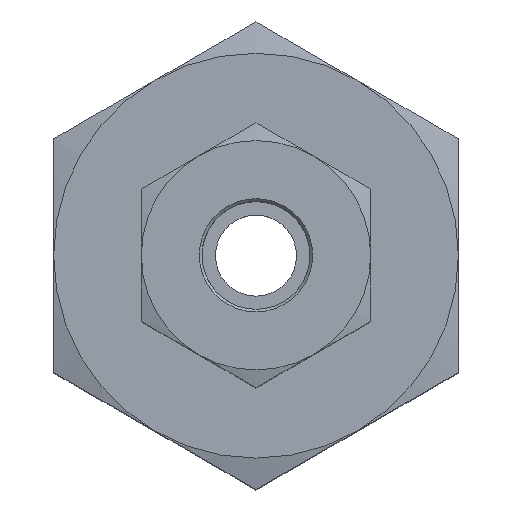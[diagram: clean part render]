
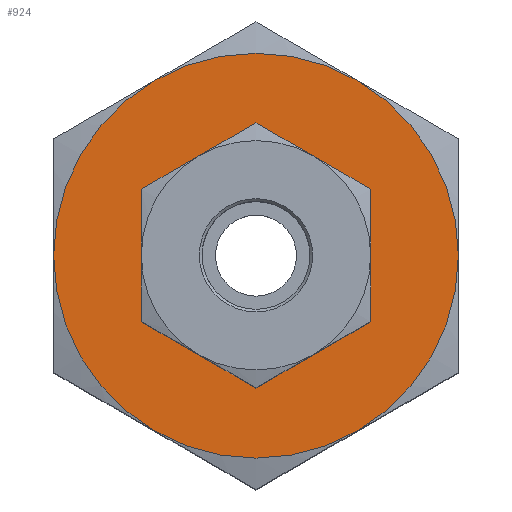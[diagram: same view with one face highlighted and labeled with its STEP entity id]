
A CAD part, top view. The second image highlights one B-rep face of the part: STEP entity #924.
In plain terms, the highlighted planar face has unit normal (0, 0, 1).
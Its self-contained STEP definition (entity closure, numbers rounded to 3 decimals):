
#495=CARTESIAN_POINT('',(15.,0.,25.0));
#496=VERTEX_POINT('',#495);
#549=CARTESIAN_POINT('',(7.5,12.99,25.0));
#550=VERTEX_POINT('',#549);
#596=CARTESIAN_POINT('',(-7.5,12.99,25.0));
#597=VERTEX_POINT('',#596);
#643=CARTESIAN_POINT('',(-15.,0.,25.0));
#644=VERTEX_POINT('',#643);
#853=CARTESIAN_POINT('',(6.85,0.,25.0));
#854=VERTEX_POINT('',#853);
#855=CARTESIAN_POINT('',(0.,0.,25.0));
#856=DIRECTION('',(0.0,0.0,1.0));
#857=DIRECTION('',(-1.0,0.0,0.0));
#858=AXIS2_PLACEMENT_3D('',#855,#856,#857);
#859=CIRCLE('',#858,6.85);
#860=EDGE_CURVE('',#854,#854,#859,.T.);
#868=CARTESIAN_POINT('',(0.,0.,25.0));
#869=DIRECTION('',(0.0,0.0,1.0));
#870=DIRECTION('',(1.0,0.0,0.0));
#871=AXIS2_PLACEMENT_3D('',#868,#869,#870);
#872=PLANE('',#871);
#873=CARTESIAN_POINT('',(0.,0.,25.0));
#874=DIRECTION('',(0.0,0.0,1.0));
#875=DIRECTION('',(-1.0,0.0,0.0));
#876=AXIS2_PLACEMENT_3D('',#873,#874,#875);
#877=CIRCLE('',#876,15.);
#878=EDGE_CURVE('',#496,#550,#877,.T.);
#879=ORIENTED_EDGE('',*,*,#878,.T.);
#880=CARTESIAN_POINT('',(0.,0.,25.0));
#881=DIRECTION('',(0.0,0.0,1.0));
#882=DIRECTION('',(-1.0,0.0,0.0));
#883=AXIS2_PLACEMENT_3D('',#880,#881,#882);
#884=CIRCLE('',#883,15.);
#885=EDGE_CURVE('',#550,#597,#884,.T.);
#886=ORIENTED_EDGE('',*,*,#885,.T.);
#887=CARTESIAN_POINT('',(0.,0.,25.0));
#888=DIRECTION('',(0.0,0.0,1.0));
#889=DIRECTION('',(-1.0,0.0,0.0));
#890=AXIS2_PLACEMENT_3D('',#887,#888,#889);
#891=CIRCLE('',#890,15.);
#892=EDGE_CURVE('',#597,#644,#891,.T.);
#893=ORIENTED_EDGE('',*,*,#892,.T.);
#894=CARTESIAN_POINT('',(-7.5,-12.99,25.0));
#895=VERTEX_POINT('',#894);
#896=CARTESIAN_POINT('',(0.,0.,25.0));
#897=DIRECTION('',(0.0,0.0,1.0));
#898=DIRECTION('',(-1.0,0.0,0.0));
#899=AXIS2_PLACEMENT_3D('',#896,#897,#898);
#900=CIRCLE('',#899,15.);
#901=EDGE_CURVE('',#644,#895,#900,.T.);
#902=ORIENTED_EDGE('',*,*,#901,.T.);
#903=CARTESIAN_POINT('',(7.5,-12.99,25.0));
#904=VERTEX_POINT('',#903);
#905=CARTESIAN_POINT('',(0.,0.,25.0));
#906=DIRECTION('',(0.0,0.0,1.0));
#907=DIRECTION('',(-1.0,0.0,0.0));
#908=AXIS2_PLACEMENT_3D('',#905,#906,#907);
#909=CIRCLE('',#908,15.);
#910=EDGE_CURVE('',#895,#904,#909,.T.);
#911=ORIENTED_EDGE('',*,*,#910,.T.);
#912=CARTESIAN_POINT('',(0.,0.,25.0));
#913=DIRECTION('',(0.0,0.0,1.0));
#914=DIRECTION('',(-1.0,0.0,0.0));
#915=AXIS2_PLACEMENT_3D('',#912,#913,#914);
#916=CIRCLE('',#915,15.);
#917=EDGE_CURVE('',#904,#496,#916,.T.);
#918=ORIENTED_EDGE('',*,*,#917,.T.);
#919=EDGE_LOOP('',(#879,#886,#893,#902,#911,#918));
#920=FACE_OUTER_BOUND('',#919,.T.);
#921=ORIENTED_EDGE('',*,*,#860,.F.);
#922=EDGE_LOOP('',(#921));
#923=FACE_BOUND('',#922,.T.);
#924=ADVANCED_FACE('',(#920,#923),#872,.T.);
